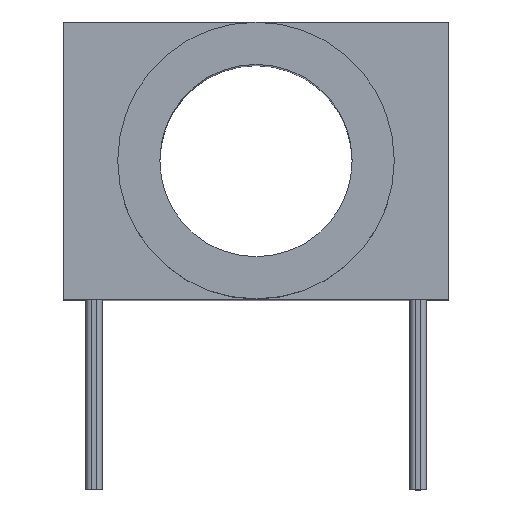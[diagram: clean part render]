
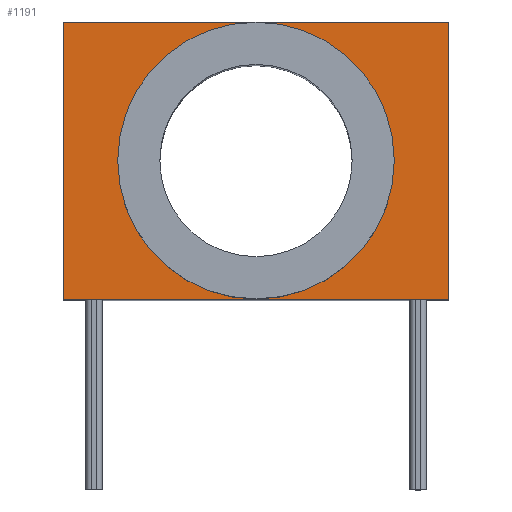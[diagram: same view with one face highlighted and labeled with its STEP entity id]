
A CAD part, top view. The second image highlights one B-rep face of the part: STEP entity #1191.
In plain terms, the highlighted planar face has unit normal (0, 0, 1).
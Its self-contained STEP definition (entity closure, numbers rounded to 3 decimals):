
#121 = VECTOR ( 'NONE', #1246, 1000. ) ;
#181 = ORIENTED_EDGE ( 'NONE', *, *, #2629, .T. ) ;
#247 = AXIS2_PLACEMENT_3D ( 'NONE', #3151, #522, #2360 ) ;
#268 = PLANE ( 'NONE',  #247 ) ;
#429 = ORIENTED_EDGE ( 'NONE', *, *, #1464, .F. ) ;
#489 = FACE_BOUND ( 'NONE', #1614, .T. ) ;
#522 = DIRECTION ( 'NONE',  ( 0., 0., 1. ) ) ;
#578 = VECTOR ( 'NONE', #704, 1000. ) ;
#704 = DIRECTION ( 'NONE',  ( 0., 1., 0. ) ) ;
#790 = VERTEX_POINT ( 'NONE', #2375 ) ;
#817 = LINE ( 'NONE', #3106, #121 ) ;
#823 = EDGE_CURVE ( 'NONE', #1446, #790, #1340, .T. ) ;
#897 = AXIS2_PLACEMENT_3D ( 'NONE', #901, #2466, #2741 ) ;
#901 = CARTESIAN_POINT ( 'NONE',  ( 3.5, 2.525, 0. ) ) ;
#916 = CARTESIAN_POINT ( 'NONE',  ( 0., 5.05, 0. ) ) ;
#966 = VERTEX_POINT ( 'NONE', #3340 ) ;
#1005 = EDGE_CURVE ( 'NONE', #966, #2763, #817, .T. ) ;
#1091 = FACE_OUTER_BOUND ( 'NONE', #2324, .T. ) ;
#1153 = CARTESIAN_POINT ( 'NONE',  ( 0., 5.05, 0. ) ) ;
#1168 = VECTOR ( 'NONE', #2475, 1000. ) ;
#1191 = ADVANCED_FACE ( 'NONE', ( #489, #1091 ), #268, .T. ) ;
#1195 = DIRECTION ( 'NONE',  ( 0., 0., 1. ) ) ;
#1221 = CARTESIAN_POINT ( 'NONE',  ( 0., 0., 0. ) ) ;
#1246 = DIRECTION ( 'NONE',  ( 1., 0., 0. ) ) ;
#1258 = LINE ( 'NONE', #1153, #1168 ) ;
#1340 = CIRCLE ( 'NONE', #897, 2.516 ) ;
#1370 = ORIENTED_EDGE ( 'NONE', *, *, #2604, .F. ) ;
#1372 = CARTESIAN_POINT ( 'NONE',  ( 7., 5.05, 0. ) ) ;
#1403 = AXIS2_PLACEMENT_3D ( 'NONE', #2797, #1195, #3058 ) ;
#1441 = CARTESIAN_POINT ( 'NONE',  ( 6.016, 2.525, 0. ) ) ;
#1446 = VERTEX_POINT ( 'NONE', #1441 ) ;
#1450 = VERTEX_POINT ( 'NONE', #916 ) ;
#1464 = EDGE_CURVE ( 'NONE', #1450, #3199, #1258, .T. ) ;
#1466 = CARTESIAN_POINT ( 'NONE',  ( 7., 0., 0. ) ) ;
#1528 = CIRCLE ( 'NONE', #1403, 2.516 ) ;
#1614 = EDGE_LOOP ( 'NONE', ( #1370, #2350 ) ) ;
#1736 = DIRECTION ( 'NONE',  ( 0., 1., 0. ) ) ;
#2037 = ORIENTED_EDGE ( 'NONE', *, *, #1005, .T. ) ;
#2057 = VECTOR ( 'NONE', #1736, 1000. ) ;
#2111 = ORIENTED_EDGE ( 'NONE', *, *, #2723, .F. ) ;
#2297 = CARTESIAN_POINT ( 'NONE',  ( 7., 0., 0. ) ) ;
#2324 = EDGE_LOOP ( 'NONE', ( #2037, #181, #429, #2111 ) ) ;
#2350 = ORIENTED_EDGE ( 'NONE', *, *, #823, .F. ) ;
#2360 = DIRECTION ( 'NONE',  ( 1., 0., 0. ) ) ;
#2375 = CARTESIAN_POINT ( 'NONE',  ( 0.984, 2.525, 0. ) ) ;
#2466 = DIRECTION ( 'NONE',  ( 0., 0., 1. ) ) ;
#2475 = DIRECTION ( 'NONE',  ( 1., 0., 0. ) ) ;
#2594 = LINE ( 'NONE', #1221, #578 ) ;
#2604 = EDGE_CURVE ( 'NONE', #790, #1446, #1528, .T. ) ;
#2629 = EDGE_CURVE ( 'NONE', #2763, #3199, #2769, .T. ) ;
#2723 = EDGE_CURVE ( 'NONE', #966, #1450, #2594, .T. ) ;
#2741 = DIRECTION ( 'NONE',  ( 1., 0., 0. ) ) ;
#2763 = VERTEX_POINT ( 'NONE', #2297 ) ;
#2769 = LINE ( 'NONE', #1466, #2057 ) ;
#2797 = CARTESIAN_POINT ( 'NONE',  ( 3.5, 2.525, 0. ) ) ;
#3058 = DIRECTION ( 'NONE',  ( 1., 0., 0. ) ) ;
#3106 = CARTESIAN_POINT ( 'NONE',  ( 0., 0., 0. ) ) ;
#3151 = CARTESIAN_POINT ( 'NONE',  ( 0., 0., 0. ) ) ;
#3199 = VERTEX_POINT ( 'NONE', #1372 ) ;
#3340 = CARTESIAN_POINT ( 'NONE',  ( 0., 0., 0. ) ) ;
